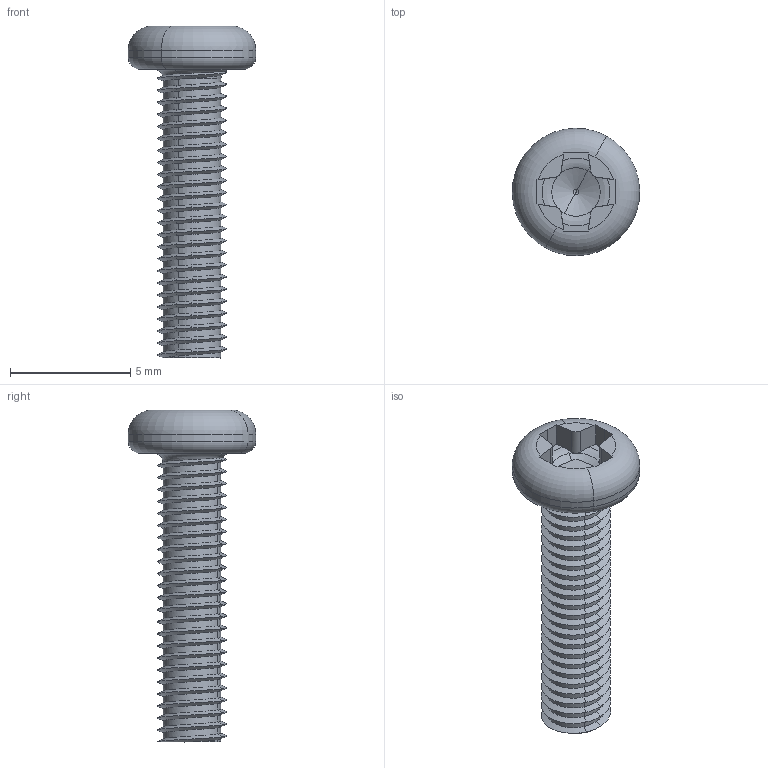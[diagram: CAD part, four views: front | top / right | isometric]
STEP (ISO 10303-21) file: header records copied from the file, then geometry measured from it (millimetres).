
FILE_DESCRIPTION(('CATIA V5 STEP Exchange'),'2;1');
FILE_NAME('M3x12 Philips Screw.stp','2018-04-16T00:28:58+00:00',('none'),('none'),'CATIA Version 5 Release 20 SP 1 (IN-10)','CATIA V5 STEP AP203','none');
FILE_SCHEMA(('CONFIG_CONTROL_DESIGN'));
Length unit declared in the file: millimetre
Products named in the file (1): M3x12 Philips Screw
Bounding box: 5.3 x 5.3 x 13.8 mm (x, y, z)
Volume: 88.6 mm3; surface area: 232.3 mm2
Topology: 1 solids, 1 shells, 291 faces, 675 edges, 385 vertices
Faces by surface type: bspline 194, cylinder 55, plane 26, torus 12, cone 2, sphere 2
Entity records: 11075 total; most frequent: CARTESIAN_POINT 6488, ORIENTED_EDGE 1346, EDGE_CURVE 673, B_SPLINE_CURVE_WITH_KNOTS 533, VERTEX_POINT 385, EDGE_LOOP 292, ADVANCED_FACE 291, FACE_OUTER_BOUND 291
